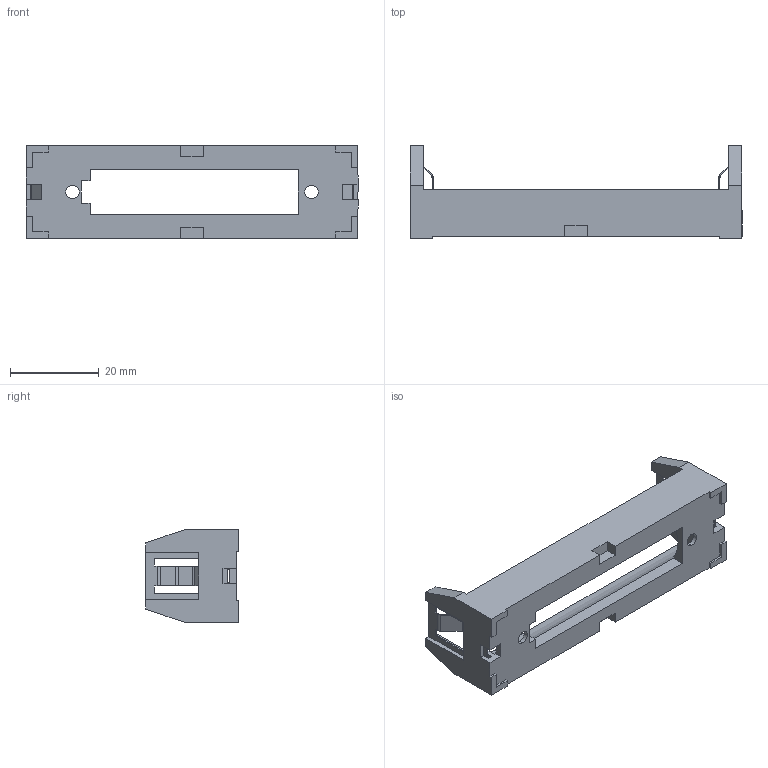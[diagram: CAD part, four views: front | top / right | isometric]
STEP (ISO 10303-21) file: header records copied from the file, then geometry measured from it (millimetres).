
FILE_DESCRIPTION (( 'STEP AP214' ), '1' );
FILE_NAME ('18650 Single Cell Holder.STEP', '2018-12-07T18:29:07', ( '' ), ( '' ), 'SwSTEP 2.0', 'SolidWorks 2018', '' );
FILE_SCHEMA (( 'AUTOMOTIVE_DESIGN' ));
Length unit declared in the file: millimetre
Products named in the file (1): 18650 Single Cell Holder
Bounding box: 75 x 21 x 21 mm (x, y, z)
Volume: 6488.8 mm3; surface area: 7240.9 mm2
Topology: 3 solids, 3 shells, 179 faces, 480 edges, 304 vertices
Faces by surface type: plane 157, cylinder 22
Entity records: 5633 total; most frequent: CARTESIAN_POINT 1069, ORIENTED_EDGE 960, DIRECTION 883, EDGE_CURVE 480, LINE 427, VECTOR 427, VERTEX_POINT 304, AXIS2_PLACEMENT_3D 228
